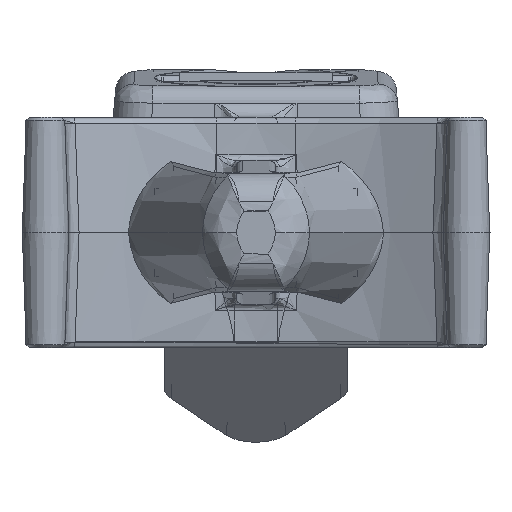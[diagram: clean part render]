
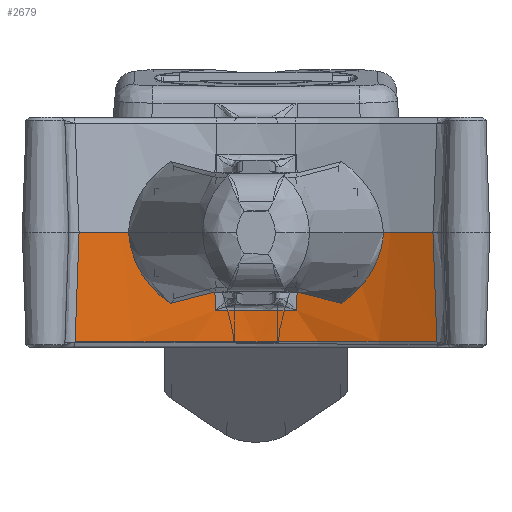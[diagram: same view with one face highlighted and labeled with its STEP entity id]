
A CAD part, front view. The second image highlights one B-rep face of the part: STEP entity #2679.
In plain terms, the highlighted conical face has half-angle 2 degrees and reference radius 15.989 mm.
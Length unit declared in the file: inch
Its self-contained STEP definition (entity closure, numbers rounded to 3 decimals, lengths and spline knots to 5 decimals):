
#858=CONICAL_SURFACE('',#22608,0.6295,2.);
#1436=B_SPLINE_CURVE_WITH_KNOTS('',3,(#33350,#33351,#33352,#33353,#33354,
#33355,#33356,#33357,#33358,#33359),.UNSPECIFIED.,.F.,.F.,(4,3,3,4),(0.,
0.49667,0.92258,1.),.UNSPECIFIED.);
#1437=B_SPLINE_CURVE_WITH_KNOTS('',3,(#33363,#33364,#33365,#33366,#33367,
#33368,#33369,#33370,#33371,#33372),.UNSPECIFIED.,.F.,.F.,(4,3,3,4),(0.,
0.07742,0.5741,1.),.UNSPECIFIED.);
#1438=B_SPLINE_CURVE_WITH_KNOTS('',3,(#33373,#33374,#33375,#33376,#33377,
#33378,#33379),.UNSPECIFIED.,.F.,.F.,(4,3,4),(0.,0.41255,1.),
 .UNSPECIFIED.);
#1439=B_SPLINE_CURVE_WITH_KNOTS('',3,(#33383,#33384,#33385,#33386,#33387,
#33388,#33389),.UNSPECIFIED.,.F.,.F.,(4,3,4),(0.,0.46758,1.),
 .UNSPECIFIED.);
#2447=CIRCLE('',#22587,0.6295);
#2449=CIRCLE('',#22589,0.6295);
#2460=CIRCLE('',#22606,0.63385);
#2461=CIRCLE('',#22607,0.63562);
#2679=ADVANCED_FACE('',(#4903),#858,.F.);
#4903=FACE_OUTER_BOUND('',#6324,.T.);
#6324=EDGE_LOOP('',(#8281,#8282,#8283,#8284,#8285,#8286,#8287,#8288));
#8281=ORIENTED_EDGE('',*,*,#16122,.T.);
#8282=ORIENTED_EDGE('',*,*,#16123,.T.);
#8283=ORIENTED_EDGE('',*,*,#16124,.T.);
#8284=ORIENTED_EDGE('',*,*,#16091,.T.);
#8285=ORIENTED_EDGE('',*,*,#16125,.T.);
#8286=ORIENTED_EDGE('',*,*,#16126,.T.);
#8287=ORIENTED_EDGE('',*,*,#16127,.T.);
#8288=ORIENTED_EDGE('',*,*,#16087,.T.);
#14030=VERTEX_POINT('',#33154);
#14031=VERTEX_POINT('',#33156);
#14034=VERTEX_POINT('',#33174);
#14035=VERTEX_POINT('',#33176);
#14064=VERTEX_POINT('',#33360);
#14065=VERTEX_POINT('',#33362);
#14066=VERTEX_POINT('',#33380);
#14067=VERTEX_POINT('',#33382);
#16087=EDGE_CURVE('',#14031,#14030,#2447,.T.);
#16091=EDGE_CURVE('',#14035,#14034,#2449,.T.);
#16122=EDGE_CURVE('',#14030,#14064,#1436,.T.);
#16123=EDGE_CURVE('',#14064,#14065,#2460,.T.);
#16124=EDGE_CURVE('',#14065,#14035,#1437,.T.);
#16125=EDGE_CURVE('',#14034,#14066,#1438,.T.);
#16126=EDGE_CURVE('',#14066,#14067,#2461,.T.);
#16127=EDGE_CURVE('',#14067,#14031,#1439,.T.);
#22587=AXIS2_PLACEMENT_3D('',#33155,#25306,#25307);
#22589=AXIS2_PLACEMENT_3D('',#33175,#25310,#25311);
#22606=AXIS2_PLACEMENT_3D('',#33361,#25347,#25348);
#22607=AXIS2_PLACEMENT_3D('',#33381,#25349,#25350);
#22608=AXIS2_PLACEMENT_3D('',#33390,#25351,#25352);
#25306=DIRECTION('',(0.,0.,1.));
#25307=DIRECTION('',(0.,1.,0.));
#25310=DIRECTION('',(0.,0.,1.));
#25311=DIRECTION('',(0.,1.,0.));
#25347=DIRECTION('',(0.,0.,1.));
#25348=DIRECTION('',(-1.,0.,0.));
#25349=DIRECTION('',(0.,0.,-1.));
#25350=DIRECTION('',(1.,0.,0.));
#25351=DIRECTION('',(0.,0.,-1.));
#25352=DIRECTION('',(-1.,0.,0.));
#33154=CARTESIAN_POINT('',(0.3144,-0.15884,0.));
#33155=CARTESIAN_POINT('',(0.245,-0.7845,0.));
#33156=CARTESIAN_POINT('',(0.52853,-0.22247,0.));
#33174=CARTESIAN_POINT('',(-0.03853,-0.22247,0.));
#33175=CARTESIAN_POINT('',(0.245,-0.7845,0.));
#33176=CARTESIAN_POINT('',(0.1756,-0.15884,0.));
#33350=CARTESIAN_POINT('',(0.3144,-0.15884,0.));
#33351=CARTESIAN_POINT('',(0.31363,-0.15803,-0.02064));
#33352=CARTESIAN_POINT('',(0.31287,-0.15722,-0.04127));
#33353=CARTESIAN_POINT('',(0.31211,-0.15641,-0.06191));
#33354=CARTESIAN_POINT('',(0.31146,-0.15572,-0.07961));
#33355=CARTESIAN_POINT('',(0.3108,-0.15503,-0.0973));
#33356=CARTESIAN_POINT('',(0.31015,-0.15434,-0.115));
#33357=CARTESIAN_POINT('',(0.31003,-0.15422,-0.11822));
#33358=CARTESIAN_POINT('',(0.30991,-0.15409,-0.12143));
#33359=CARTESIAN_POINT('',(0.3098,-0.15397,-0.12465));
#33360=CARTESIAN_POINT('',(0.3098,-0.15397,-0.12465));
#33361=CARTESIAN_POINT('',(0.245,-0.7845,-0.12465));
#33362=CARTESIAN_POINT('',(0.1802,-0.15397,-0.12465));
#33363=CARTESIAN_POINT('',(0.1802,-0.15397,-0.12465));
#33364=CARTESIAN_POINT('',(0.18009,-0.15409,-0.12143));
#33365=CARTESIAN_POINT('',(0.17997,-0.15422,-0.11822));
#33366=CARTESIAN_POINT('',(0.17985,-0.15434,-0.115));
#33367=CARTESIAN_POINT('',(0.17909,-0.15515,-0.09436));
#33368=CARTESIAN_POINT('',(0.17833,-0.15595,-0.07373));
#33369=CARTESIAN_POINT('',(0.17756,-0.15676,-0.05309));
#33370=CARTESIAN_POINT('',(0.17691,-0.15745,-0.03539));
#33371=CARTESIAN_POINT('',(0.17626,-0.15814,-0.0177));
#33372=CARTESIAN_POINT('',(0.1756,-0.15884,0.));
#33373=CARTESIAN_POINT('',(-0.03853,-0.22247,0.));
#33374=CARTESIAN_POINT('',(-0.03939,-0.22196,-0.02411));
#33375=CARTESIAN_POINT('',(-0.04025,-0.22145,-0.04823));
#33376=CARTESIAN_POINT('',(-0.04112,-0.22095,-0.07234));
#33377=CARTESIAN_POINT('',(-0.04235,-0.22023,-0.10668));
#33378=CARTESIAN_POINT('',(-0.0436,-0.21952,-0.14101));
#33379=CARTESIAN_POINT('',(-0.04487,-0.21882,-0.17535));
#33380=CARTESIAN_POINT('',(-0.04487,-0.21882,-0.17535));
#33381=CARTESIAN_POINT('',(0.245,-0.7845,-0.17535));
#33382=CARTESIAN_POINT('',(0.53487,-0.21882,-0.17535));
#33383=CARTESIAN_POINT('',(0.53487,-0.21882,-0.17535));
#33384=CARTESIAN_POINT('',(0.53386,-0.21938,-0.14802));
#33385=CARTESIAN_POINT('',(0.53286,-0.21994,-0.12069));
#33386=CARTESIAN_POINT('',(0.53188,-0.22051,-0.09336));
#33387=CARTESIAN_POINT('',(0.53075,-0.22115,-0.06224));
#33388=CARTESIAN_POINT('',(0.52964,-0.22181,-0.03112));
#33389=CARTESIAN_POINT('',(0.52853,-0.22247,0.));
#33390=CARTESIAN_POINT('',(0.245,-0.7845,0.));
